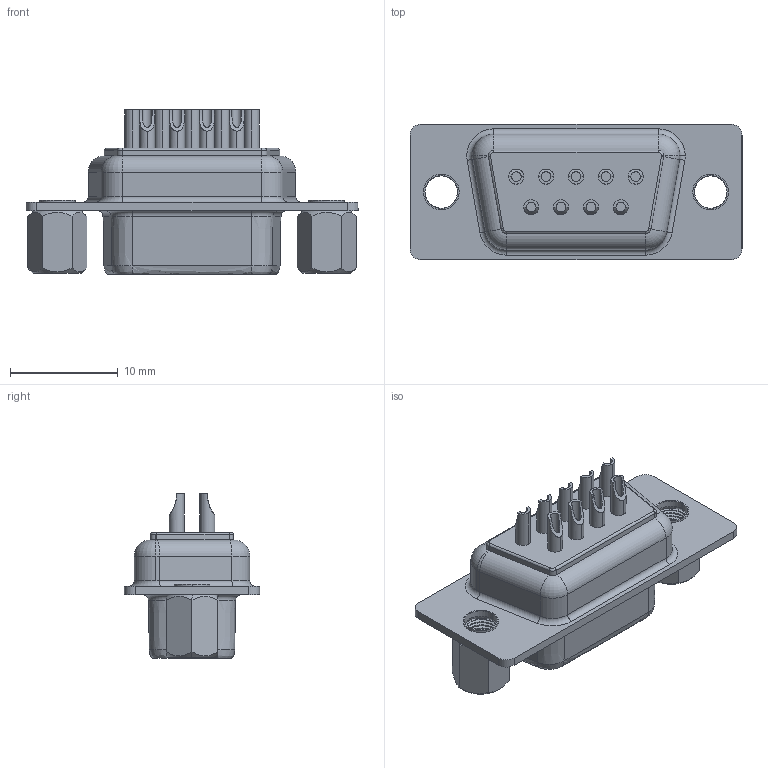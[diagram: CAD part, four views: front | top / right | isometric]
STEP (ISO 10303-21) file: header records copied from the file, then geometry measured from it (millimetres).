
FILE_DESCRIPTION (( 'STEP AP214' ), '1' );
FILE_NAME ('FDM0903-F0WS101W1K-B-REF.STEP', '2025-09-03T08:40:39', ( '' ), ( '' ), 'SwSTEP 2.0', 'SolidWorks 2021', '' );
FILE_SCHEMA (( 'AUTOMOTIVE_DESIGN' ));
Length unit declared in the file: millimetre
Products named in the file (1): FDM0903-F0WS101W1K-B-REF
Bounding box: 30.81 x 12.55 x 15.3 mm (x, y, z)
Volume: 1983.3 mm3; surface area: 2307.8 mm2
Topology: 1 solids, 2 shells, 335 faces, 816 edges, 509 vertices
Faces by surface type: cylinder 178, plane 69, torus 37, cone 37, bspline 14
Entity records: 14738 total; most frequent: CARTESIAN_POINT 7289, ORIENTED_EDGE 1632, DIRECTION 1498, EDGE_CURVE 816, AXIS2_PLACEMENT_3D 610, VERTEX_POINT 509, EDGE_LOOP 365, ADVANCED_FACE 335
